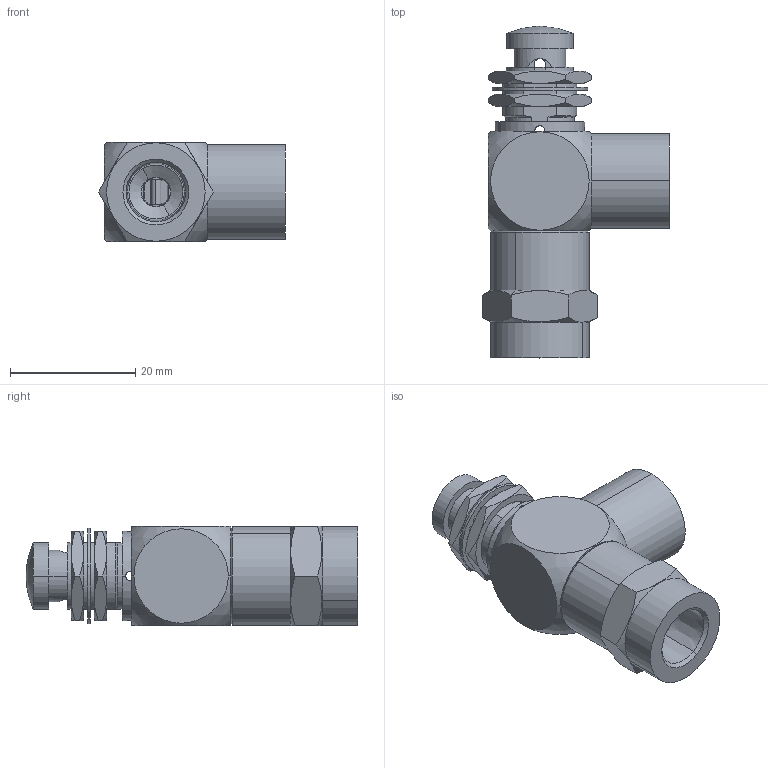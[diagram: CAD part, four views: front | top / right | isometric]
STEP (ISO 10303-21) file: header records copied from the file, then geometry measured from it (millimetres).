
FILE_DESCRIPTION (( 'STEP AP214' ), '1' );
FILE_NAME ('GVP-3C1F-PB.step', '2018-10-25T18:23:30', ( '' ), ( '' ), 'SwSTEP 2.0', 'SolidWorks 2018', '' );
FILE_SCHEMA (( 'AUTOMOTIVE_DESIGN' ));
Length unit declared in the file: inch
Products named in the file (1): GVP-3C1F-PB
Bounding box: 29.87 x 53.04 x 15.88 mm (x, y, z)
Volume: 8520.8 mm3; surface area: 8740.7 mm2
Topology: 8 solids, 8 shells, 343 faces, 877 edges, 554 vertices
Faces by surface type: cylinder 146, plane 124, cone 69, sphere 4
Entity records: 16113 total; most frequent: CARTESIAN_POINT 3128, DIRECTION 1780, ORIENTED_EDGE 1748, EDGE_CURVE 874, AXIS2_PLACEMENT_3D 692, VERTEX_POINT 553, LINE 396, VECTOR 396
